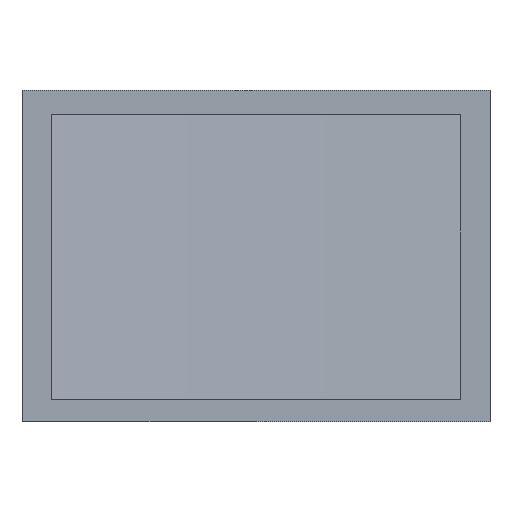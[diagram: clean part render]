
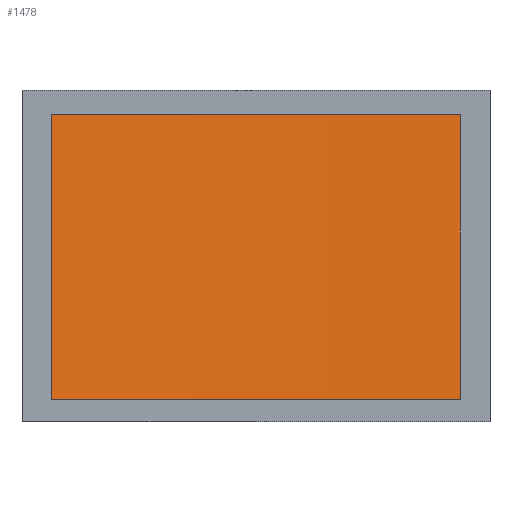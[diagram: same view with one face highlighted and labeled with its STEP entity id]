
A CAD part, top view. The second image highlights one B-rep face of the part: STEP entity #1478.
In plain terms, the highlighted cylindrical face has radius 94.48 mm (diameter 188.96 mm), a partial arc.
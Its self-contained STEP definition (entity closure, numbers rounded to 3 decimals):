
#1132 = PLANE('',#1133);
#1133 = AXIS2_PLACEMENT_3D('',#1134,#1135,#1136);
#1134 = CARTESIAN_POINT('',(0.,0.,14.8));
#1135 = DIRECTION('',(0.,0.,1.));
#1136 = DIRECTION('',(1.,0.,0.));
#1317 = VERTEX_POINT('',#1318);
#1318 = CARTESIAN_POINT('',(9.25,-6.5,14.8));
#1332 = PLANE('',#1333);
#1333 = AXIS2_PLACEMENT_3D('',#1334,#1335,#1336);
#1334 = CARTESIAN_POINT('',(-0.96,-6.5,15.843));
#1335 = DIRECTION('',(0.,1.,0.));
#1336 = DIRECTION('',(0.,0.,1.));
#1360 = PLANE('',#1361);
#1361 = AXIS2_PLACEMENT_3D('',#1362,#1363,#1364);
#1362 = CARTESIAN_POINT('',(-9.25,-6.5,14.8));
#1363 = DIRECTION('',(1.,0.,0.));
#1364 = DIRECTION('',(0.,0.,1.));
#1373 = VERTEX_POINT('',#1374);
#1374 = CARTESIAN_POINT('',(9.25,6.4,14.8));
#1388 = PLANE('',#1389);
#1389 = AXIS2_PLACEMENT_3D('',#1390,#1391,#1392);
#1390 = CARTESIAN_POINT('',(-0.96,6.4,15.843));
#1391 = DIRECTION('',(0.,1.,0.));
#1392 = DIRECTION('',(0.,0.,1.));
#1400 = EDGE_CURVE('',#1317,#1373,#1401,.T.);
#1401 = SURFACE_CURVE('',#1402,(#1406,#1413),.PCURVE_S1.);
#1402 = LINE('',#1403,#1404);
#1403 = CARTESIAN_POINT('',(9.25,-6.5,14.8));
#1404 = VECTOR('',#1405,1.);
#1405 = DIRECTION('',(0.,1.,0.));
#1406 = PCURVE('',#1132,#1407);
#1407 = DEFINITIONAL_REPRESENTATION('',(#1408),#1412);
#1408 = LINE('',#1409,#1410);
#1409 = CARTESIAN_POINT('',(9.25,-6.5));
#1410 = VECTOR('',#1411,1.);
#1411 = DIRECTION('',(0.,1.));
#1412 = ( GEOMETRIC_REPRESENTATION_CONTEXT(2) 
PARAMETRIC_REPRESENTATION_CONTEXT() REPRESENTATION_CONTEXT('2D SPACE',''
  ) );
#1413 = PCURVE('',#1414,#1419);
#1414 = CYLINDRICAL_SURFACE('',#1415,94.48);
#1415 = AXIS2_PLACEMENT_3D('',#1416,#1417,#1418);
#1416 = CARTESIAN_POINT('',(20.812,-6.5,108.57));
#1417 = DIRECTION('',(0.,-1.,0.));
#1418 = DIRECTION('',(1.,0.,0.));
#1419 = DEFINITIONAL_REPRESENTATION('',(#1420),#1424);
#1420 = LINE('',#1421,#1422);
#1421 = CARTESIAN_POINT('',(4.59,0.));
#1422 = VECTOR('',#1423,1.);
#1423 = DIRECTION('',(0.,-1.));
#1424 = ( GEOMETRIC_REPRESENTATION_CONTEXT(2) 
PARAMETRIC_REPRESENTATION_CONTEXT() REPRESENTATION_CONTEXT('2D SPACE',''
  ) );
#1430 = VERTEX_POINT('',#1431);
#1431 = CARTESIAN_POINT('',(-9.25,-6.5,19.));
#1452 = EDGE_CURVE('',#1430,#1317,#1453,.T.);
#1453 = SURFACE_CURVE('',#1454,(#1459,#1470),.PCURVE_S1.);
#1454 = CIRCLE('',#1455,94.48);
#1455 = AXIS2_PLACEMENT_3D('',#1456,#1457,#1458);
#1456 = CARTESIAN_POINT('',(20.812,-6.5,108.57));
#1457 = DIRECTION('',(0.,-1.,0.));
#1458 = DIRECTION('',(1.,0.,0.));
#1459 = PCURVE('',#1332,#1460);
#1460 = DEFINITIONAL_REPRESENTATION('',(#1461),#1469);
#1461 = ( BOUNDED_CURVE() B_SPLINE_CURVE(2,(#1462,#1463,#1464,#1465,
#1466,#1467,#1468),.UNSPECIFIED.,.T.,.F.) B_SPLINE_CURVE_WITH_KNOTS((1,2
    ,2,2,2,1),(-2.094,0.,2.094,4.189,
6.283,8.378),.UNSPECIFIED.) CURVE() 
GEOMETRIC_REPRESENTATION_ITEM() RATIONAL_B_SPLINE_CURVE((1.,0.5,1.,0.5,
1.,0.5,1.)) REPRESENTATION_ITEM('') );
#1462 = CARTESIAN_POINT('',(92.727,116.252));
#1463 = CARTESIAN_POINT('',(256.371,116.252));
#1464 = CARTESIAN_POINT('',(174.549,-25.468));
#1465 = CARTESIAN_POINT('',(92.727,-167.188));
#1466 = CARTESIAN_POINT('',(10.905,-25.468));
#1467 = CARTESIAN_POINT('',(-70.917,116.252));
#1468 = CARTESIAN_POINT('',(92.727,116.252));
#1469 = ( GEOMETRIC_REPRESENTATION_CONTEXT(2) 
PARAMETRIC_REPRESENTATION_CONTEXT() REPRESENTATION_CONTEXT('2D SPACE',''
  ) );
#1470 = PCURVE('',#1414,#1471);
#1471 = DEFINITIONAL_REPRESENTATION('',(#1472),#1476);
#1472 = LINE('',#1473,#1474);
#1473 = CARTESIAN_POINT('',(0.,0.));
#1474 = VECTOR('',#1475,1.);
#1475 = DIRECTION('',(1.,0.));
#1476 = ( GEOMETRIC_REPRESENTATION_CONTEXT(2) 
PARAMETRIC_REPRESENTATION_CONTEXT() REPRESENTATION_CONTEXT('2D SPACE',''
  ) );
#1478 = ADVANCED_FACE('',(#1479),#1414,.F.);
#1479 = FACE_BOUND('',#1480,.F.);
#1480 = EDGE_LOOP('',(#1481,#1504,#1530,#1531));
#1481 = ORIENTED_EDGE('',*,*,#1482,.T.);
#1482 = EDGE_CURVE('',#1430,#1483,#1485,.T.);
#1483 = VERTEX_POINT('',#1484);
#1484 = CARTESIAN_POINT('',(-9.25,6.4,19.));
#1485 = SURFACE_CURVE('',#1486,(#1490,#1497),.PCURVE_S1.);
#1486 = LINE('',#1487,#1488);
#1487 = CARTESIAN_POINT('',(-9.25,-6.5,19.));
#1488 = VECTOR('',#1489,1.);
#1489 = DIRECTION('',(0.,1.,0.));
#1490 = PCURVE('',#1414,#1491);
#1491 = DEFINITIONAL_REPRESENTATION('',(#1492),#1496);
#1492 = LINE('',#1493,#1494);
#1493 = CARTESIAN_POINT('',(4.389,0.));
#1494 = VECTOR('',#1495,1.);
#1495 = DIRECTION('',(0.,-1.));
#1496 = ( GEOMETRIC_REPRESENTATION_CONTEXT(2) 
PARAMETRIC_REPRESENTATION_CONTEXT() REPRESENTATION_CONTEXT('2D SPACE',''
  ) );
#1497 = PCURVE('',#1360,#1498);
#1498 = DEFINITIONAL_REPRESENTATION('',(#1499),#1503);
#1499 = LINE('',#1500,#1501);
#1500 = CARTESIAN_POINT('',(4.2,0.));
#1501 = VECTOR('',#1502,1.);
#1502 = DIRECTION('',(0.,-1.));
#1503 = ( GEOMETRIC_REPRESENTATION_CONTEXT(2) 
PARAMETRIC_REPRESENTATION_CONTEXT() REPRESENTATION_CONTEXT('2D SPACE',''
  ) );
#1504 = ORIENTED_EDGE('',*,*,#1505,.T.);
#1505 = EDGE_CURVE('',#1483,#1373,#1506,.T.);
#1506 = SURFACE_CURVE('',#1507,(#1512,#1519),.PCURVE_S1.);
#1507 = CIRCLE('',#1508,94.48);
#1508 = AXIS2_PLACEMENT_3D('',#1509,#1510,#1511);
#1509 = CARTESIAN_POINT('',(20.812,6.4,108.57));
#1510 = DIRECTION('',(0.,-1.,0.));
#1511 = DIRECTION('',(1.,0.,0.));
#1512 = PCURVE('',#1414,#1513);
#1513 = DEFINITIONAL_REPRESENTATION('',(#1514),#1518);
#1514 = LINE('',#1515,#1516);
#1515 = CARTESIAN_POINT('',(0.,-12.9));
#1516 = VECTOR('',#1517,1.);
#1517 = DIRECTION('',(1.,0.));
#1518 = ( GEOMETRIC_REPRESENTATION_CONTEXT(2) 
PARAMETRIC_REPRESENTATION_CONTEXT() REPRESENTATION_CONTEXT('2D SPACE',''
  ) );
#1519 = PCURVE('',#1388,#1520);
#1520 = DEFINITIONAL_REPRESENTATION('',(#1521),#1529);
#1521 = ( BOUNDED_CURVE() B_SPLINE_CURVE(2,(#1522,#1523,#1524,#1525,
#1526,#1527,#1528),.UNSPECIFIED.,.T.,.F.) B_SPLINE_CURVE_WITH_KNOTS((1,2
    ,2,2,2,1),(-2.094,0.,2.094,4.189,
6.283,8.378),.UNSPECIFIED.) CURVE() 
GEOMETRIC_REPRESENTATION_ITEM() RATIONAL_B_SPLINE_CURVE((1.,0.5,1.,0.5,
1.,0.5,1.)) REPRESENTATION_ITEM('') );
#1522 = CARTESIAN_POINT('',(92.727,116.252));
#1523 = CARTESIAN_POINT('',(256.371,116.252));
#1524 = CARTESIAN_POINT('',(174.549,-25.468));
#1525 = CARTESIAN_POINT('',(92.727,-167.188));
#1526 = CARTESIAN_POINT('',(10.905,-25.468));
#1527 = CARTESIAN_POINT('',(-70.917,116.252));
#1528 = CARTESIAN_POINT('',(92.727,116.252));
#1529 = ( GEOMETRIC_REPRESENTATION_CONTEXT(2) 
PARAMETRIC_REPRESENTATION_CONTEXT() REPRESENTATION_CONTEXT('2D SPACE',''
  ) );
#1530 = ORIENTED_EDGE('',*,*,#1400,.F.);
#1531 = ORIENTED_EDGE('',*,*,#1452,.F.);
